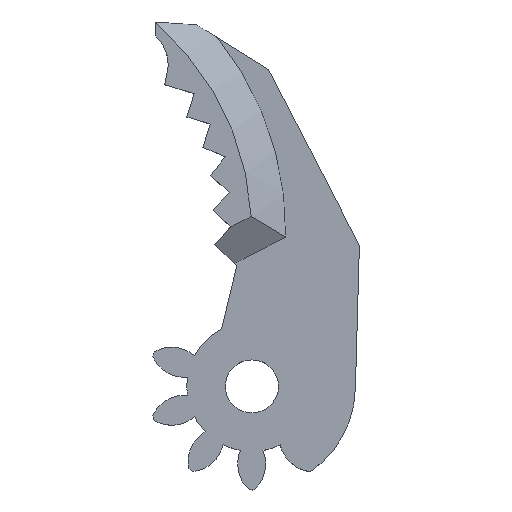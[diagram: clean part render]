
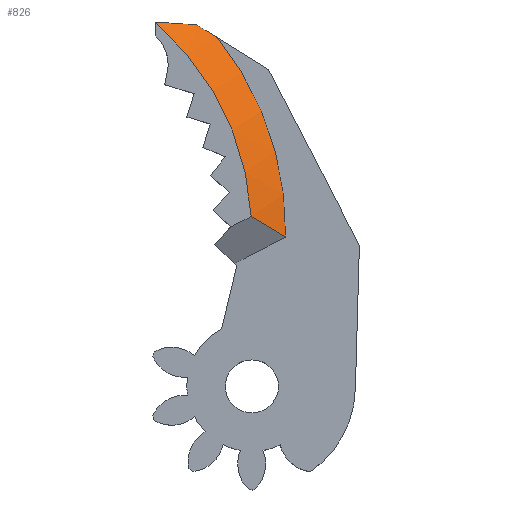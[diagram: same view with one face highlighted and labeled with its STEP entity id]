
A CAD part, top view. The second image highlights one B-rep face of the part: STEP entity #826.
In plain terms, the highlighted conical face has half-angle 53 degrees and reference radius 31.692 mm.
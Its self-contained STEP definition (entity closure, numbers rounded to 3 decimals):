
#68 = VERTEX_POINT ( 'NONE', #1224 ) ;
#87 = EDGE_CURVE ( 'NONE', #1501, #68, #887, .T. ) ;
#90 = B_SPLINE_CURVE_WITH_KNOTS ( 'NONE', 3,
 ( #867, #1670, #855, #874 ),
 .UNSPECIFIED., .F., .F.,
 ( 4, 4 ),
 ( 0., 0.006 ),
 .UNSPECIFIED. ) ;
#153 = B_SPLINE_CURVE_WITH_KNOTS ( 'NONE', 3,
 ( #1437, #1410, #1490, #1499 ),
 .UNSPECIFIED., .F., .F.,
 ( 4, 4 ),
 ( 0., 0. ),
 .UNSPECIFIED. ) ;
#156 = AXIS2_PLACEMENT_3D ( 'NONE', #619, #624, #626 ) ;
#210 = ORIENTED_EDGE ( 'NONE', *, *, #1492, .F. ) ;
#227 = CIRCLE ( 'NONE', #156, 35.892 ) ;
#352 = EDGE_CURVE ( 'NONE', #1283, #1565, #695, .T. ) ;
#380 = DIRECTION ( 'NONE',  ( -1., 0., 0. ) ) ;
#386 = CARTESIAN_POINT ( 'NONE',  ( -31.955, 18.188, 6.765 ) ) ;
#389 = DIRECTION ( 'NONE',  ( 0., 0., -1. ) ) ;
#491 = CONICAL_SURFACE ( 'NONE', #657, 31.692, 0.925 ) ;
#503 = FACE_OUTER_BOUND ( 'NONE', #1340, .T. ) ;
#619 = CARTESIAN_POINT ( 'NONE',  ( -31.955, 18.188, 3.6 ) ) ;
#624 = DIRECTION ( 'NONE',  ( 0., 0., -1. ) ) ;
#626 = DIRECTION ( 'NONE',  ( 1., 0., 0. ) ) ;
#649 = CARTESIAN_POINT ( 'NONE',  ( -4.84, 41.254, 3.829 ) ) ;
#657 = AXIS2_PLACEMENT_3D ( 'NONE', #386, #389, #380 ) ;
#670 = CARTESIAN_POINT ( 'NONE',  ( -6.435, 42.249, 4.216 ) ) ;
#677 = CARTESIAN_POINT ( 'NONE',  ( -5.635, 41.75, 4.036 ) ) ;
#684 = CARTESIAN_POINT ( 'NONE',  ( -4.049, 40.761, 3.6 ) ) ;
#695 = CIRCLE ( 'NONE', #1257, 31.911 ) ;
#826 = ADVANCED_FACE ( 'NONE', ( #503 ), #491, .T. ) ;
#855 = CARTESIAN_POINT ( 'NONE',  ( 2.609, 18.283, 4.608 ) ) ;
#867 = CARTESIAN_POINT ( 'NONE',  ( -0.088, 19.863, 6.6 ) ) ;
#874 = CARTESIAN_POINT ( 'NONE',  ( 3.93, 17.461, 3.6 ) ) ;
#887 = B_SPLINE_CURVE_WITH_KNOTS ( 'NONE', 3,
 ( #1202, #1154, #1164, #1161 ),
 .UNSPECIFIED., .F., .F.,
 ( 4, 4 ),
 ( 0., 0.005 ),
 .UNSPECIFIED. ) ;
#959 = ORIENTED_EDGE ( 'NONE', *, *, #1148, .T. ) ;
#962 = ORIENTED_EDGE ( 'NONE', *, *, #87, .F. ) ;
#1014 = ORIENTED_EDGE ( 'NONE', *, *, #1688, .F. ) ;
#1021 = ORIENTED_EDGE ( 'NONE', *, *, #352, .F. ) ;
#1024 = ORIENTED_EDGE ( 'NONE', *, *, #1698, .F. ) ;
#1095 = CARTESIAN_POINT ( 'NONE',  ( -0.088, 19.863, 6.6 ) ) ;
#1148 = EDGE_CURVE ( 'NONE', #1283, #1170, #90, .T. ) ;
#1154 = CARTESIAN_POINT ( 'NONE',  ( -9.65, 42.476, 5.818 ) ) ;
#1161 = CARTESIAN_POINT ( 'NONE',  ( -6.435, 42.249, 4.216 ) ) ;
#1164 = CARTESIAN_POINT ( 'NONE',  ( -8.034, 42.362, 5.035 ) ) ;
#1167 = CARTESIAN_POINT ( 'NONE',  ( -4.049, 40.761, 3.6 ) ) ;
#1170 = VERTEX_POINT ( 'NONE', #1618 ) ;
#1202 = CARTESIAN_POINT ( 'NONE',  ( -11.29, 42.591, 6.55 ) ) ;
#1224 = CARTESIAN_POINT ( 'NONE',  ( -6.435, 42.249, 4.216 ) ) ;
#1257 = AXIS2_PLACEMENT_3D ( 'NONE', #1427, #1544, #1381 ) ;
#1283 = VERTEX_POINT ( 'NONE', #1095 ) ;
#1340 = EDGE_LOOP ( 'NONE', ( #1021, #959, #1014, #1024, #962, #210 ) ) ;
#1377 = VERTEX_POINT ( 'NONE', #1167 ) ;
#1381 = DIRECTION ( 'NONE',  ( -1., 0., 0. ) ) ;
#1410 = CARTESIAN_POINT ( 'NONE',  ( -11.29, 42.534, 6.583 ) ) ;
#1420 = CARTESIAN_POINT ( 'NONE',  ( -11.29, 42.591, 6.55 ) ) ;
#1427 = CARTESIAN_POINT ( 'NONE',  ( -31.955, 18.188, 6.6 ) ) ;
#1437 = CARTESIAN_POINT ( 'NONE',  ( -11.29, 42.505, 6.6 ) ) ;
#1490 = CARTESIAN_POINT ( 'NONE',  ( -11.29, 42.562, 6.567 ) ) ;
#1492 = EDGE_CURVE ( 'NONE', #1565, #1501, #153, .T. ) ;
#1499 = CARTESIAN_POINT ( 'NONE',  ( -11.29, 42.591, 6.55 ) ) ;
#1501 = VERTEX_POINT ( 'NONE', #1420 ) ;
#1544 = DIRECTION ( 'NONE',  ( 0., 0., 1. ) ) ;
#1565 = VERTEX_POINT ( 'NONE', #1650 ) ;
#1618 = CARTESIAN_POINT ( 'NONE',  ( 3.93, 17.461, 3.6 ) ) ;
#1646 = B_SPLINE_CURVE_WITH_KNOTS ( 'NONE', 3,
 ( #670, #677, #649, #684 ),
 .UNSPECIFIED., .F., .F.,
 ( 4, 4 ),
 ( 0., 0.003 ),
 .UNSPECIFIED. ) ;
#1650 = CARTESIAN_POINT ( 'NONE',  ( -11.29, 42.505, 6.6 ) ) ;
#1670 = CARTESIAN_POINT ( 'NONE',  ( 1.271, 19.085, 5.608 ) ) ;
#1688 = EDGE_CURVE ( 'NONE', #1377, #1170, #227, .T. ) ;
#1698 = EDGE_CURVE ( 'NONE', #68, #1377, #1646, .T. ) ;
